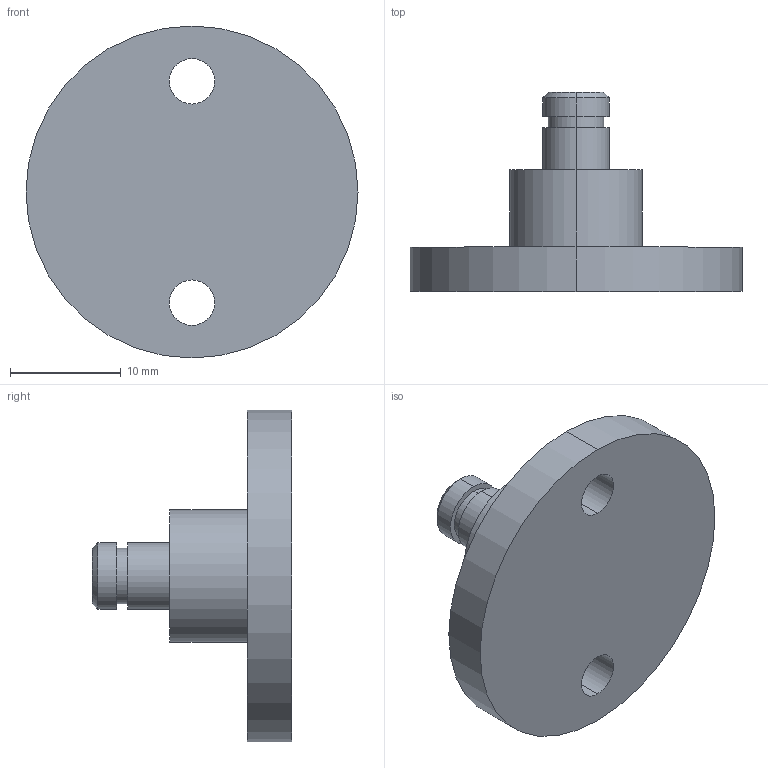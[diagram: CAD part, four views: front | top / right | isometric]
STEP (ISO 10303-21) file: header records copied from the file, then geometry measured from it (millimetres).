
FILE_DESCRIPTION (( 'STEP AP214' ), '1' );
FILE_NAME ('17053~2.STEP', '2020-06-25T08:52:53', ( '' ), ( '' ), 'SwSTEP 2.0', 'SolidWorks 2018', '' );
FILE_SCHEMA (( 'AUTOMOTIVE_DESIGN' ));
Length unit declared in the file: millimetre
Products named in the file (1): 17053~2
Bounding box: 30 x 18 x 30 mm (x, y, z)
Volume: 3700.6 mm3; surface area: 2245.1 mm2
Topology: 1 solids, 1 shells, 22 faces, 46 edges, 30 vertices
Faces by surface type: cylinder 14, plane 6, cone 2
Entity records: 646 total; most frequent: DIRECTION 122, CARTESIAN_POINT 99, ORIENTED_EDGE 92, AXIS2_PLACEMENT_3D 53, EDGE_CURVE 46, CIRCLE 30, VERTEX_POINT 30, EDGE_LOOP 30
